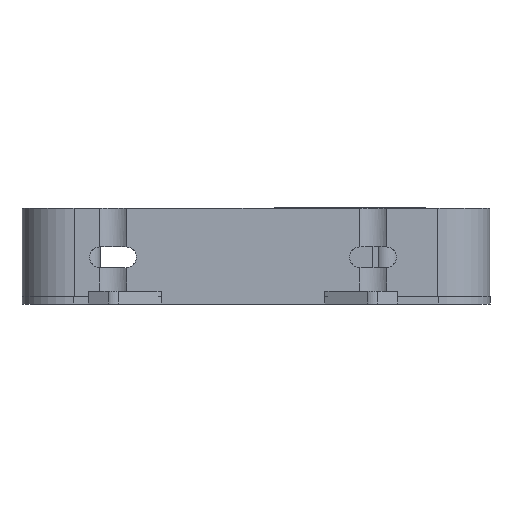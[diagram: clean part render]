
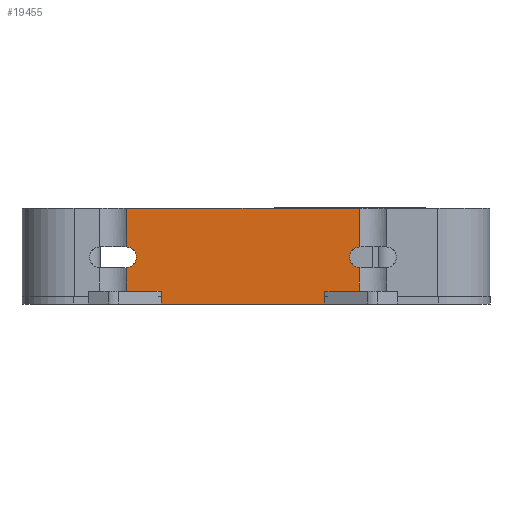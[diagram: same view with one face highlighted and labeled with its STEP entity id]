
A CAD part, front view. The second image highlights one B-rep face of the part: STEP entity #19455.
In plain terms, the highlighted planar face has unit normal (0, -1, 0).
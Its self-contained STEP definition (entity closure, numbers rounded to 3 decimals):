
#346=CIRCLE('',#20355,4.);
#347=CIRCLE('',#20356,4.);
#536=FACE_OUTER_BOUND('',#1421,.T.);
#1421=EDGE_LOOP('',(#12925,#12926,#12927,#12928,#12929,#12930,#12931,#12932,
#12933,#12934,#12935,#12936,#12937,#12938,#12939,#12940));
#2633=LINE('',#26469,#5345);
#2634=LINE('',#26471,#5346);
#2635=LINE('',#26473,#5347);
#2636=LINE('',#26475,#5348);
#2637=LINE('',#26477,#5349);
#2638=LINE('',#26479,#5350);
#2639=LINE('',#26483,#5351);
#2640=LINE('',#26485,#5352);
#2641=LINE('',#26487,#5353);
#2642=LINE('',#26491,#5354);
#2643=LINE('',#26492,#5355);
#2644=LINE('',#26494,#5356);
#5345=VECTOR('',#21535,10.);
#5346=VECTOR('',#21536,10.);
#5347=VECTOR('',#21537,10.);
#5348=VECTOR('',#21538,10.);
#5349=VECTOR('',#21539,10.);
#5350=VECTOR('',#21540,10.);
#5351=VECTOR('',#21543,10.);
#5352=VECTOR('',#21544,10.);
#5353=VECTOR('',#21545,10.);
#5354=VECTOR('',#21548,10.);
#5355=VECTOR('',#21549,10.);
#5356=VECTOR('',#21550,10.);
#8050=VERTEX_POINT('',#26467);
#8051=VERTEX_POINT('',#26468);
#8052=VERTEX_POINT('',#26470);
#8053=VERTEX_POINT('',#26472);
#8054=VERTEX_POINT('',#26474);
#8055=VERTEX_POINT('',#26476);
#8056=VERTEX_POINT('',#26478);
#8057=VERTEX_POINT('',#26480);
#8058=VERTEX_POINT('',#26482);
#8059=VERTEX_POINT('',#26484);
#8060=VERTEX_POINT('',#26486);
#8061=VERTEX_POINT('',#26488);
#8062=VERTEX_POINT('',#26490);
#8063=VERTEX_POINT('',#26493);
#10005=EDGE_CURVE('',#8050,#8051,#2633,.T.);
#10006=EDGE_CURVE('',#8052,#8050,#2634,.T.);
#10007=EDGE_CURVE('',#8053,#8052,#2635,.T.);
#10008=EDGE_CURVE('',#8053,#8054,#2636,.T.);
#10009=EDGE_CURVE('',#8055,#8053,#2637,.T.);
#10010=EDGE_CURVE('',#8055,#8056,#2638,.T.);
#10011=EDGE_CURVE('',#8056,#8057,#346,.T.);
#10012=EDGE_CURVE('',#8057,#8058,#2639,.T.);
#10013=EDGE_CURVE('',#8059,#8058,#2640,.T.);
#10014=EDGE_CURVE('',#8060,#8059,#2641,.T.);
#10015=EDGE_CURVE('',#8060,#8061,#347,.T.);
#10016=EDGE_CURVE('',#8062,#8061,#2642,.T.);
#10017=EDGE_CURVE('',#8051,#8062,#2643,.T.);
#10018=EDGE_CURVE('',#8051,#8063,#2644,.T.);
#12925=ORIENTED_EDGE('',*,*,#10005,.F.);
#12926=ORIENTED_EDGE('',*,*,#10006,.F.);
#12927=ORIENTED_EDGE('',*,*,#10007,.F.);
#12928=ORIENTED_EDGE('',*,*,#10008,.T.);
#12929=ORIENTED_EDGE('',*,*,#10008,.F.);
#12930=ORIENTED_EDGE('',*,*,#10009,.F.);
#12931=ORIENTED_EDGE('',*,*,#10010,.T.);
#12932=ORIENTED_EDGE('',*,*,#10011,.T.);
#12933=ORIENTED_EDGE('',*,*,#10012,.T.);
#12934=ORIENTED_EDGE('',*,*,#10013,.F.);
#12935=ORIENTED_EDGE('',*,*,#10014,.F.);
#12936=ORIENTED_EDGE('',*,*,#10015,.T.);
#12937=ORIENTED_EDGE('',*,*,#10016,.F.);
#12938=ORIENTED_EDGE('',*,*,#10017,.F.);
#12939=ORIENTED_EDGE('',*,*,#10018,.T.);
#12940=ORIENTED_EDGE('',*,*,#10018,.F.);
#18647=PLANE('',#20354);
#19455=ADVANCED_FACE('',(#536),#18647,.T.);
#20354=AXIS2_PLACEMENT_3D('',#26466,#21533,#21534);
#20355=AXIS2_PLACEMENT_3D('',#26481,#21541,#21542);
#20356=AXIS2_PLACEMENT_3D('',#26489,#21546,#21547);
#21533=DIRECTION('center_axis',(0.,-1.,0.));
#21534=DIRECTION('ref_axis',(-1.,0.,0.));
#21535=DIRECTION('',(0.,0.,1.));
#21536=DIRECTION('',(-1.,0.,0.));
#21537=DIRECTION('',(0.,0.,-1.));
#21538=DIRECTION('',(0.,0.,1.));
#21539=DIRECTION('',(-1.,0.,0.));
#21540=DIRECTION('',(0.,0.,1.));
#21541=DIRECTION('center_axis',(0.,1.,0.));
#21542=DIRECTION('ref_axis',(-1.,0.,0.));
#21543=DIRECTION('',(0.,0.,1.));
#21544=DIRECTION('',(1.,0.,0.));
#21545=DIRECTION('',(0.,0.,1.));
#21546=DIRECTION('center_axis',(0.,1.,0.));
#21547=DIRECTION('ref_axis',(-1.,0.,0.));
#21548=DIRECTION('',(0.,0.,1.));
#21549=DIRECTION('',(-1.,0.,0.));
#21550=DIRECTION('',(0.,0.,1.));
#26466=CARTESIAN_POINT('Origin',(82.995,-44.,-15.));
#26467=CARTESIAN_POINT('',(18.485,-44.,-18.));
#26468=CARTESIAN_POINT('',(18.485,-44.,-15.));
#26469=CARTESIAN_POINT('',(18.485,-44.,-15.));
#26470=CARTESIAN_POINT('',(81.515,-44.,-18.));
#26471=CARTESIAN_POINT('',(35.,-44.,-18.));
#26472=CARTESIAN_POINT('',(81.515,-44.,-15.));
#26473=CARTESIAN_POINT('',(81.515,-44.,-15.));
#26474=CARTESIAN_POINT('',(81.515,-44.,-13.));
#26475=CARTESIAN_POINT('',(81.515,-44.,-15.));
#26476=CARTESIAN_POINT('',(94.708,-44.,-15.));
#26477=CARTESIAN_POINT('',(71.498,-44.,-15.));
#26478=CARTESIAN_POINT('',(94.708,-44.,-3.989));
#26479=CARTESIAN_POINT('',(94.708,-44.,-15.));
#26480=CARTESIAN_POINT('',(94.708,-44.,3.989));
#26481=CARTESIAN_POINT('Origin',(95.,-44.,0.));
#26482=CARTESIAN_POINT('',(94.708,-44.,18.95));
#26483=CARTESIAN_POINT('',(94.708,-44.,-15.));
#26484=CARTESIAN_POINT('',(5.292,-44.,18.95));
#26485=CARTESIAN_POINT('',(-15.,-44.,18.95));
#26486=CARTESIAN_POINT('',(5.292,-44.,3.989));
#26487=CARTESIAN_POINT('',(5.292,-44.,-15.));
#26488=CARTESIAN_POINT('',(5.292,-44.,-3.989));
#26489=CARTESIAN_POINT('Origin',(5.,-44.,0.));
#26490=CARTESIAN_POINT('',(5.292,-44.,-15.));
#26491=CARTESIAN_POINT('',(5.292,-44.,-15.));
#26492=CARTESIAN_POINT('',(71.498,-44.,-15.));
#26493=CARTESIAN_POINT('',(18.485,-44.,-13.));
#26494=CARTESIAN_POINT('',(18.485,-44.,-15.));
